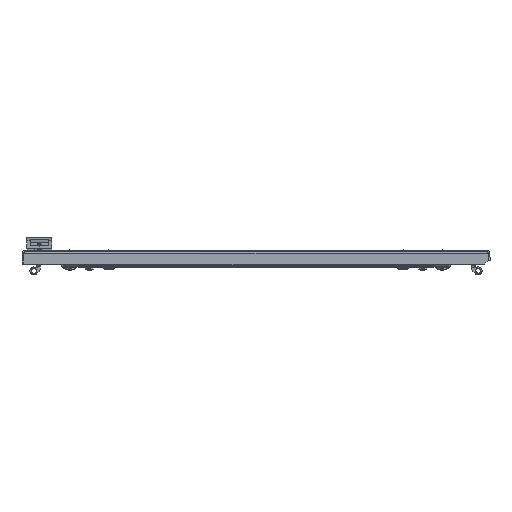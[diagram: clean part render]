
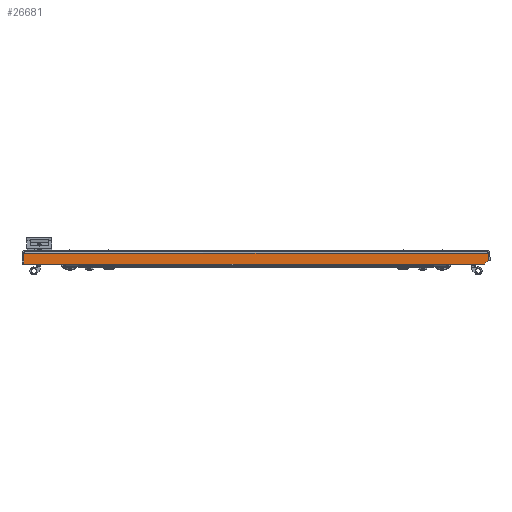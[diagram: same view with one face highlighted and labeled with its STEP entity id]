
A CAD part, front view. The second image highlights one B-rep face of the part: STEP entity #26681.
In plain terms, the highlighted planar face has unit normal (0, -1, 0).
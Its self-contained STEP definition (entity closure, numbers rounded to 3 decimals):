
#291 = CARTESIAN_POINT ( 'NONE',  ( 296.329, -792., 0. ) ) ;
#1031 = ORIENTED_EDGE ( 'NONE', *, *, #7239, .F. ) ;
#5755 = CARTESIAN_POINT ( 'NONE',  ( 296.329, -792., -2. ) ) ;
#6750 = VECTOR ( 'NONE', #24691, 1000. ) ;
#6810 = DIRECTION ( 'NONE',  ( 0., 0., 1. ) ) ;
#7239 = EDGE_CURVE ( 'NONE', #41496, #30932, #41729, .T. ) ;
#8239 = CARTESIAN_POINT ( 'NONE',  ( -298.4, -792., -16. ) ) ;
#8537 = LINE ( 'NONE', #40424, #19708 ) ;
#9911 = VERTEX_POINT ( 'NONE', #11471 ) ;
#10950 = PLANE ( 'NONE',  #41733 ) ;
#11471 = CARTESIAN_POINT ( 'NONE',  ( 291.329, -792., -16. ) ) ;
#13454 = ORIENTED_EDGE ( 'NONE', *, *, #31832, .T. ) ;
#15250 = VECTOR ( 'NONE', #31337, 1000. ) ;
#15720 = DIRECTION ( 'NONE',  ( 0., 0., -1. ) ) ;
#19708 = VECTOR ( 'NONE', #36955, 1000. ) ;
#20319 = VERTEX_POINT ( 'NONE', #22221 ) ;
#21388 = ORIENTED_EDGE ( 'NONE', *, *, #26207, .T. ) ;
#22069 = DIRECTION ( 'NONE',  ( 0., 1., 0. ) ) ;
#22221 = CARTESIAN_POINT ( 'NONE',  ( -296.329, -792., -2. ) ) ;
#22418 = LINE ( 'NONE', #38041, #47020 ) ;
#23345 = CARTESIAN_POINT ( 'NONE',  ( -296.329, -792., -16. ) ) ;
#23995 = VERTEX_POINT ( 'NONE', #23345 ) ;
#24088 = FACE_OUTER_BOUND ( 'NONE', #25851, .T. ) ;
#24691 = DIRECTION ( 'NONE',  ( 0.707, 0., 0.707 ) ) ;
#25851 = EDGE_LOOP ( 'NONE', ( #42334, #13454, #1031, #44324, #21388 ) ) ;
#26207 = EDGE_CURVE ( '������14', #20319, #23995, #22418, .T. ) ;
#26681 = ADVANCED_FACE ( '�����12', ( #24088 ), #10950, .F. ) ;
#28925 = CARTESIAN_POINT ( 'NONE',  ( -298.4, -792., 0. ) ) ;
#30932 = VERTEX_POINT ( 'NONE', #38406 ) ;
#31337 = DIRECTION ( 'NONE',  ( 1., 0., 0. ) ) ;
#31692 = VECTOR ( 'NONE', #44727, 1000. ) ;
#31832 = EDGE_CURVE ( 'NONE', #9911, #30932, #35493, .T. ) ;
#34054 = LINE ( 'NONE', #8239, #15250 ) ;
#35493 = LINE ( 'NONE', #40010, #6750 ) ;
#36955 = DIRECTION ( 'NONE',  ( 1., 0., 0. ) ) ;
#37787 = EDGE_CURVE ( 'NONE', #23995, #9911, #34054, .T. ) ;
#38041 = CARTESIAN_POINT ( 'NONE',  ( -296.329, -792., 0. ) ) ;
#38406 = CARTESIAN_POINT ( 'NONE',  ( 296.329, -792., -11. ) ) ;
#40010 = CARTESIAN_POINT ( 'NONE',  ( 296.329, -792., -11. ) ) ;
#40424 = CARTESIAN_POINT ( 'NONE',  ( 298.4, -792., -2. ) ) ;
#41182 = EDGE_CURVE ( 'NONE', #20319, #41496, #8537, .T. ) ;
#41496 = VERTEX_POINT ( 'NONE', #5755 ) ;
#41729 = LINE ( 'NONE', #291, #31692 ) ;
#41733 = AXIS2_PLACEMENT_3D ( 'NONE', #28925, #22069, #6810 ) ;
#42334 = ORIENTED_EDGE ( 'NONE', *, *, #37787, .T. ) ;
#44324 = ORIENTED_EDGE ( 'NONE', *, *, #41182, .F. ) ;
#44727 = DIRECTION ( 'NONE',  ( 0., 0., -1. ) ) ;
#47020 = VECTOR ( 'NONE', #15720, 1000. ) ;
